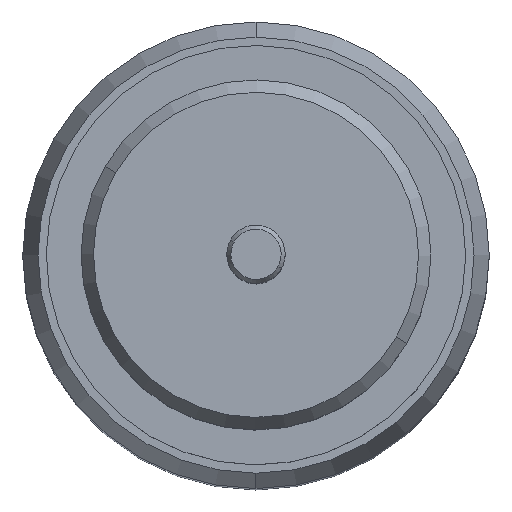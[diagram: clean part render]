
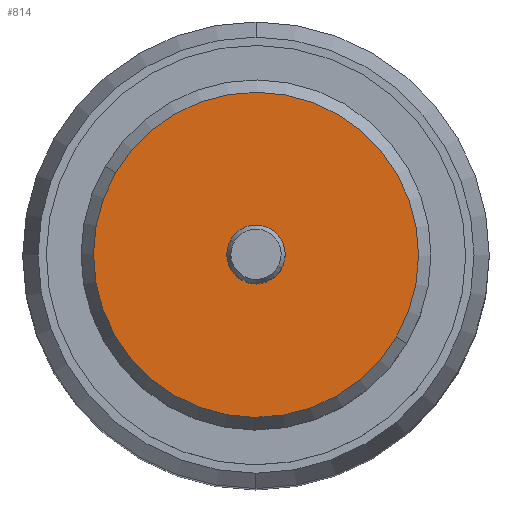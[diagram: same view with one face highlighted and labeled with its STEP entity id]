
A CAD part, top view. The second image highlights one B-rep face of the part: STEP entity #814.
In plain terms, the highlighted planar face has unit normal (0, 0, 1).
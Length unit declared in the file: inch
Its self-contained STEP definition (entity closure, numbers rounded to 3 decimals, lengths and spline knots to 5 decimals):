
#47 = CARTESIAN_POINT ( 'NONE',  ( -0.2564, 1.17222, 4.303 ) ) ;
#63 = AXIS2_PLACEMENT_3D ( 'NONE', #74, #452, #303 ) ;
#74 = CARTESIAN_POINT ( 'NONE',  ( -0.08021, 1.47278, 4.303 ) ) ;
#93 = AXIS2_PLACEMENT_3D ( 'NONE', #341, #662, #260 ) ;
#98 = AXIS2_PLACEMENT_3D ( 'NONE', #47, #297, #278 ) ;
#101 = AXIS2_PLACEMENT_3D ( 'NONE', #263, #322, #614 ) ;
#110 = CARTESIAN_POINT ( 'NONE',  ( -0.38078, 1.64897, 4.303 ) ) ;
#116 = CIRCLE ( 'NONE', #63, 0.3484 ) ;
#141 = CIRCLE ( 'NONE', #93, 0.0625 ) ;
#149 = CIRCLE ( 'NONE', #101, 0.0625 ) ;
#150 = FACE_OUTER_BOUND ( 'NONE', #911, .T. ) ;
#160 = FACE_BOUND ( 'NONE', #491, .T. ) ;
#172 = AXIS2_PLACEMENT_3D ( 'NONE', #555, #471, #461 ) ;
#220 = CIRCLE ( 'NONE', #172, 0.3484 ) ;
#260 = DIRECTION ( 'NONE',  ( -1., 0., 0. ) ) ;
#263 = CARTESIAN_POINT ( 'NONE',  ( -0.08021, 1.47278, 4.303 ) ) ;
#278 = DIRECTION ( 'NONE',  ( 0.863, -0.506, 0. ) ) ;
#297 = DIRECTION ( 'NONE',  ( 0., 0., -1. ) ) ;
#303 = DIRECTION ( 'NONE',  ( -0.863, 0.506, 0. ) ) ;
#322 = DIRECTION ( 'NONE',  ( 0., 0., -1. ) ) ;
#341 = CARTESIAN_POINT ( 'NONE',  ( -0.08021, 1.47278, 4.303 ) ) ;
#452 = DIRECTION ( 'NONE',  ( 0., 0., 1. ) ) ;
#461 = DIRECTION ( 'NONE',  ( -0.863, 0.506, 0. ) ) ;
#471 = DIRECTION ( 'NONE',  ( 0., 0., 1. ) ) ;
#491 = EDGE_LOOP ( 'NONE', ( #781, #720 ) ) ;
#522 = VERTEX_POINT ( 'NONE', #641 ) ;
#553 = VERTEX_POINT ( 'NONE', #712 ) ;
#555 = CARTESIAN_POINT ( 'NONE',  ( -0.08021, 1.47278, 4.303 ) ) ;
#614 = DIRECTION ( 'NONE',  ( -1., 0., 0. ) ) ;
#641 = CARTESIAN_POINT ( 'NONE',  ( -0.1348, 1.50323, 4.303 ) ) ;
#662 = DIRECTION ( 'NONE',  ( 0., 0., -1. ) ) ;
#712 = CARTESIAN_POINT ( 'NONE',  ( 0.22035, 1.2966, 4.303 ) ) ;
#720 = ORIENTED_EDGE ( 'NONE', *, *, #853, .T. ) ;
#722 = PLANE ( 'NONE',  #98 ) ;
#742 = EDGE_CURVE ( 'NONE', #553, #830, #220, .T. ) ;
#743 = ORIENTED_EDGE ( 'NONE', *, *, #742, .T. ) ;
#781 = ORIENTED_EDGE ( 'NONE', *, *, #850, .T. ) ;
#814 = ADVANCED_FACE ( 'NONE', ( #160, #150 ), #722, .F. ) ;
#830 = VERTEX_POINT ( 'NONE', #110 ) ;
#842 = ORIENTED_EDGE ( 'NONE', *, *, #876, .T. ) ;
#846 = CARTESIAN_POINT ( 'NONE',  ( -0.02563, 1.44234, 4.303 ) ) ;
#850 = EDGE_CURVE ( 'NONE', #868, #522, #141, .T. ) ;
#853 = EDGE_CURVE ( 'NONE', #522, #868, #149, .T. ) ;
#868 = VERTEX_POINT ( 'NONE', #846 ) ;
#876 = EDGE_CURVE ( 'NONE', #830, #553, #116, .T. ) ;
#911 = EDGE_LOOP ( 'NONE', ( #743, #842 ) ) ;
